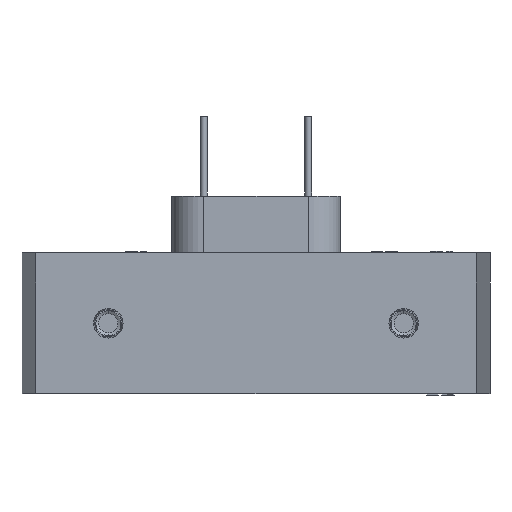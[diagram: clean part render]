
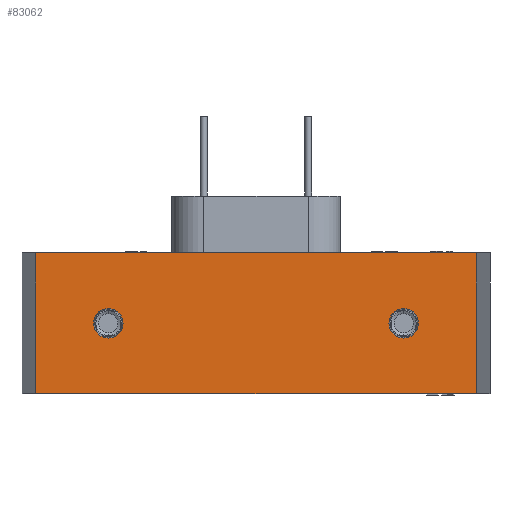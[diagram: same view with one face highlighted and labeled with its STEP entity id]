
A CAD part, front view. The second image highlights one B-rep face of the part: STEP entity #83062.
In plain terms, the highlighted planar face has unit normal (0, -1, 0).
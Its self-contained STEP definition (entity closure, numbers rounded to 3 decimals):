
#1476 = VERTEX_POINT ( 'NONE', #74825 ) ;
#1792 = VECTOR ( 'NONE', #19055, 1000. ) ;
#1801 = VERTEX_POINT ( 'NONE', #79289 ) ;
#2739 = FACE_BOUND ( 'NONE', #68791, .T. ) ;
#2944 = EDGE_CURVE ( 'NONE', #8741, #41010, #44697, .T. ) ;
#3002 = DIRECTION ( 'NONE',  ( 0., 0., -1. ) ) ;
#3684 = CARTESIAN_POINT ( 'NONE',  ( -65., -109., 6.5 ) ) ;
#5734 = CARTESIAN_POINT ( 'NONE',  ( 65., -109., 0. ) ) ;
#5798 = VERTEX_POINT ( 'NONE', #37588 ) ;
#6902 = VECTOR ( 'NONE', #32615, 1000. ) ;
#7139 = DIRECTION ( 'NONE',  ( 1., 0., 0. ) ) ;
#8741 = VERTEX_POINT ( 'NONE', #88089 ) ;
#10008 = VECTOR ( 'NONE', #83798, 1000. ) ;
#12742 = DIRECTION ( 'NONE',  ( 0., 0., -1. ) ) ;
#15168 = EDGE_CURVE ( 'NONE', #5798, #64169, #73890, .T. ) ;
#16594 = CARTESIAN_POINT ( 'NONE',  ( -65., -109., 0. ) ) ;
#16762 = DIRECTION ( 'NONE',  ( 0., 1., 0. ) ) ;
#17881 = VERTEX_POINT ( 'NONE', #45497 ) ;
#19055 = DIRECTION ( 'NONE',  ( 0., 0., -1. ) ) ;
#19578 = VECTOR ( 'NONE', #7139, 1000. ) ;
#22121 = ORIENTED_EDGE ( 'NONE', *, *, #15168, .F. ) ;
#23741 = DIRECTION ( 'NONE',  ( 0., 0., -1. ) ) ;
#24045 = ORIENTED_EDGE ( 'NONE', *, *, #56798, .F. ) ;
#24909 = ORIENTED_EDGE ( 'NONE', *, *, #38456, .F. ) ;
#25681 = LINE ( 'NONE', #53746, #6902 ) ;
#27217 = CARTESIAN_POINT ( 'NONE',  ( 97., -109., 31. ) ) ;
#28237 = CIRCLE ( 'NONE', #67853, 6.5 ) ;
#29620 = ORIENTED_EDGE ( 'NONE', *, *, #67366, .F. ) ;
#31590 = EDGE_LOOP ( 'NONE', ( #54226, #24045, #22121, #70411 ) ) ;
#32615 = DIRECTION ( 'NONE',  ( 1., 0., 0. ) ) ;
#33528 = ORIENTED_EDGE ( 'NONE', *, *, #40799, .F. ) ;
#34734 = DIRECTION ( 'NONE',  ( 0., -1., 0. ) ) ;
#35167 = EDGE_LOOP ( 'NONE', ( #42194, #29620 ) ) ;
#35211 = EDGE_CURVE ( 'NONE', #1801, #1476, #25681, .T. ) ;
#37588 = CARTESIAN_POINT ( 'NONE',  ( -97., -109., 31. ) ) ;
#38456 = EDGE_CURVE ( 'NONE', #81237, #17881, #76689, .T. ) ;
#40251 = CARTESIAN_POINT ( 'NONE',  ( 97., -109., 31. ) ) ;
#40410 = FACE_BOUND ( 'NONE', #35167, .T. ) ;
#40799 = EDGE_CURVE ( 'NONE', #17881, #81237, #72906, .T. ) ;
#41010 = VERTEX_POINT ( 'NONE', #3684 ) ;
#42194 = ORIENTED_EDGE ( 'NONE', *, *, #2944, .F. ) ;
#44504 = AXIS2_PLACEMENT_3D ( 'NONE', #77113, #34734, #84164 ) ;
#44697 = CIRCLE ( 'NONE', #63488, 6.5 ) ;
#45427 = DIRECTION ( 'NONE',  ( 0., -1., 0. ) ) ;
#45497 = CARTESIAN_POINT ( 'NONE',  ( 65., -109., -6.5 ) ) ;
#52146 = CARTESIAN_POINT ( 'NONE',  ( -97., -109., 31. ) ) ;
#53746 = CARTESIAN_POINT ( 'NONE',  ( -97., -109., -31. ) ) ;
#53871 = LINE ( 'NONE', #61582, #1792 ) ;
#54226 = ORIENTED_EDGE ( 'NONE', *, *, #35211, .T. ) ;
#55299 = DIRECTION ( 'NONE',  ( 0., -1., 0. ) ) ;
#56178 = AXIS2_PLACEMENT_3D ( 'NONE', #52146, #16762, #66402 ) ;
#56798 = EDGE_CURVE ( 'NONE', #64169, #1476, #66579, .T. ) ;
#57040 = FACE_OUTER_BOUND ( 'NONE', #31590, .T. ) ;
#57618 = CARTESIAN_POINT ( 'NONE',  ( -97., -109., 31. ) ) ;
#61582 = CARTESIAN_POINT ( 'NONE',  ( -97., -109., 31. ) ) ;
#63488 = AXIS2_PLACEMENT_3D ( 'NONE', #16594, #73302, #23741 ) ;
#64169 = VERTEX_POINT ( 'NONE', #40251 ) ;
#66402 = DIRECTION ( 'NONE',  ( 0., 0., 1. ) ) ;
#66579 = LINE ( 'NONE', #27217, #10008 ) ;
#67366 = EDGE_CURVE ( 'NONE', #41010, #8741, #28237, .T. ) ;
#67853 = AXIS2_PLACEMENT_3D ( 'NONE', #87632, #45427, #3002 ) ;
#68791 = EDGE_LOOP ( 'NONE', ( #33528, #24909 ) ) ;
#70411 = ORIENTED_EDGE ( 'NONE', *, *, #71306, .T. ) ;
#71306 = EDGE_CURVE ( 'NONE', #5798, #1801, #53871, .T. ) ;
#72906 = CIRCLE ( 'NONE', #85415, 6.5 ) ;
#73302 = DIRECTION ( 'NONE',  ( 0., -1., 0. ) ) ;
#73890 = LINE ( 'NONE', #57618, #19578 ) ;
#74825 = CARTESIAN_POINT ( 'NONE',  ( 97., -109., -31. ) ) ;
#76689 = CIRCLE ( 'NONE', #44504, 6.5 ) ;
#77113 = CARTESIAN_POINT ( 'NONE',  ( 65., -109., 0. ) ) ;
#79289 = CARTESIAN_POINT ( 'NONE',  ( -97., -109., -31. ) ) ;
#80227 = PLANE ( 'NONE',  #56178 ) ;
#81237 = VERTEX_POINT ( 'NONE', #86814 ) ;
#83062 = ADVANCED_FACE ( 'NONE', ( #2739, #40410, #57040 ), #80227, .F. ) ;
#83798 = DIRECTION ( 'NONE',  ( 0., 0., -1. ) ) ;
#84164 = DIRECTION ( 'NONE',  ( 0., 0., -1. ) ) ;
#85415 = AXIS2_PLACEMENT_3D ( 'NONE', #5734, #55299, #12742 ) ;
#86814 = CARTESIAN_POINT ( 'NONE',  ( 65., -109., 6.5 ) ) ;
#87632 = CARTESIAN_POINT ( 'NONE',  ( -65., -109., 0. ) ) ;
#88089 = CARTESIAN_POINT ( 'NONE',  ( -65., -109., -6.5 ) ) ;
